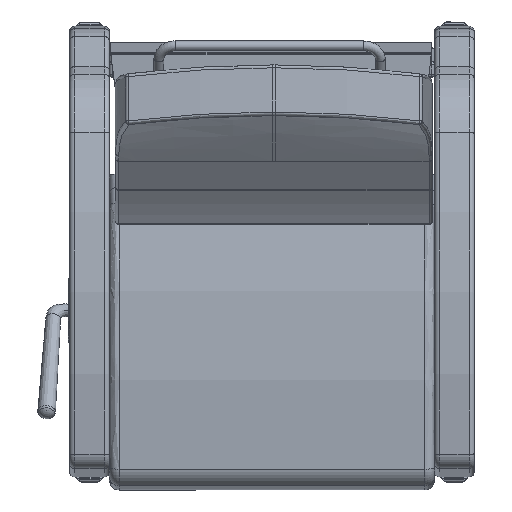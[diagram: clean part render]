
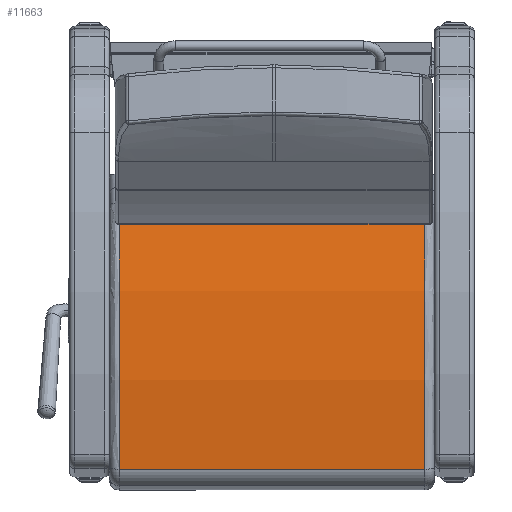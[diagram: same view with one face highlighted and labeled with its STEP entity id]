
A CAD part, front view. The second image highlights one B-rep face of the part: STEP entity #11663.
In plain terms, the highlighted free-form (B-spline) face has degree [1, 2] with [2, 3] control points.
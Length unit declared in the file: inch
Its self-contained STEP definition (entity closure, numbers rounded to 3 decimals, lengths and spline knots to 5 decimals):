
#396=(
BOUNDED_SURFACE()
B_SPLINE_SURFACE(1,2,((#31006,#31007,#31008),(#31009,#31010,#31011)),
 .UNSPECIFIED.,.F.,.F.,.F.)
B_SPLINE_SURFACE_WITH_KNOTS((2,2),(3,3),(-0.19254,0.19254),
(1.36178,1.69928),.UNSPECIFIED.)
GEOMETRIC_REPRESENTATION_ITEM()
RATIONAL_B_SPLINE_SURFACE(((1.,0.986,1.),(1.,0.986,
1.)))
REPRESENTATION_ITEM('')
SURFACE()
);
#804=ELLIPSE('',#12834,60.05357,60.);
#814=ELLIPSE('',#12862,60.05357,60.);
#1386=LINE('',#31004,#2133);
#1387=LINE('',#31013,#2134);
#2133=VECTOR('',#14926,0.3937);
#2134=VECTOR('',#14929,0.3937);
#2915=FACE_OUTER_BOUND('',#3697,.T.);
#3697=EDGE_LOOP('',(#8808,#8809,#8810,#8811));
#5503=VERTEX_POINT('',#30796);
#5504=VERTEX_POINT('',#30797);
#5529=VERTEX_POINT('',#31003);
#5530=VERTEX_POINT('',#31012);
#6715=EDGE_CURVE('',#5503,#5504,#804,.T.);
#6753=EDGE_CURVE('',#5504,#5529,#1386,.T.);
#6755=EDGE_CURVE('',#5503,#5530,#1387,.T.);
#6756=EDGE_CURVE('',#5529,#5530,#814,.T.);
#8808=ORIENTED_EDGE('',*,*,#6715,.F.);
#8809=ORIENTED_EDGE('',*,*,#6755,.T.);
#8810=ORIENTED_EDGE('',*,*,#6756,.F.);
#8811=ORIENTED_EDGE('',*,*,#6753,.F.);
#11663=ADVANCED_FACE('',(#2915),#396,.F.);
#12834=AXIS2_PLACEMENT_3D('',#30798,#14858,#14859);
#12862=AXIS2_PLACEMENT_3D('',#31014,#14930,#14931);
#14858=DIRECTION('center_axis',(0.,0.,-1.));
#14859=DIRECTION('ref_axis',(1.,0.,0.));
#14926=DIRECTION('',(0.,0.,1.));
#14929=DIRECTION('',(0.,0.,1.));
#14930=DIRECTION('center_axis',(0.,0.,1.));
#14931=DIRECTION('ref_axis',(1.,0.,0.));
#30796=CARTESIAN_POINT('',(-10.04459,1.25621,-11.5625));
#30797=CARTESIAN_POINT('',(10.1114,0.44486,-11.5625));
#30798=CARTESIAN_POINT('Origin',(-2.34979,-58.24922,-11.5625));
#31003=CARTESIAN_POINT('',(10.1114,0.44486,11.5625));
#31004=CARTESIAN_POINT('',(10.1114,0.44486,0.));
#31006=CARTESIAN_POINT('Ctrl Pts',(10.1114,0.44486,-11.5625));
#31007=CARTESIAN_POINT('Ctrl Pts',(0.10258,2.56602,-11.5625));
#31008=CARTESIAN_POINT('Ctrl Pts',(-10.04459,1.25621,-11.5625));
#31009=CARTESIAN_POINT('Ctrl Pts',(10.1114,0.44486,11.5625));
#31010=CARTESIAN_POINT('Ctrl Pts',(0.10258,2.56602,11.5625));
#31011=CARTESIAN_POINT('Ctrl Pts',(-10.04459,1.25621,11.5625));
#31012=CARTESIAN_POINT('',(-10.04459,1.25621,11.5625));
#31013=CARTESIAN_POINT('',(-10.04459,1.25621,0.));
#31014=CARTESIAN_POINT('Origin',(-2.34979,-58.24922,11.5625));
